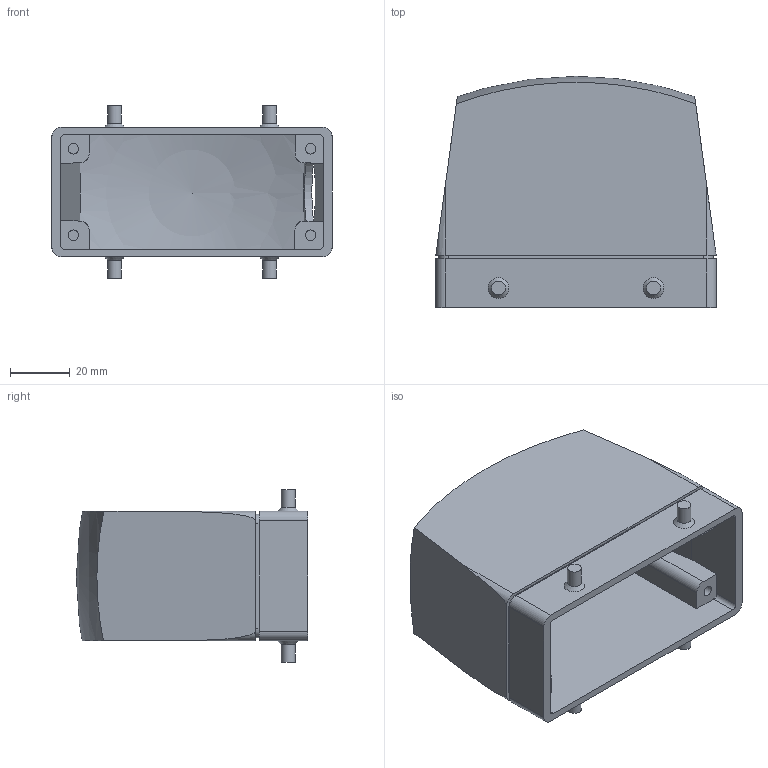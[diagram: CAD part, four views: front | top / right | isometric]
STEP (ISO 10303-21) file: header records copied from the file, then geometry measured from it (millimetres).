
FILE_DESCRIPTION (( 'STEP AP214' ), '1' );
FILE_NAME ('ZP-MC16B-2-DSE21ML.STEP', '2011-11-21T13:40:38', ( '.adc' ), ( '' ), 'SwSTEP 2.0', 'SolidWorks 2011', '' );
FILE_SCHEMA (( 'AUTOMOTIVE_DESIGN' ));
Length unit declared in the file: millimetre
Products named in the file (1): ZP-MC16B-2-DSE21ML
Bounding box: 94 x 77.55 x 58 mm (x, y, z)
Volume: 67049.4 mm3; surface area: 51790.5 mm2
Topology: 9 solids, 9 shells, 104 faces, 240 edges, 159 vertices
Faces by surface type: plane 60, cylinder 34, sphere 6, cone 4
Full cylindrical faces by diameter (mm): 3.5 x4, 4.669 x4, 27 x1
Entity records: 3202 total; most frequent: CARTESIAN_POINT 656, DIRECTION 487, ORIENTED_EDGE 440, EDGE_CURVE 220, AXIS2_PLACEMENT_3D 183, VERTEX_POINT 154, EDGE_LOOP 126, VECTOR 121
